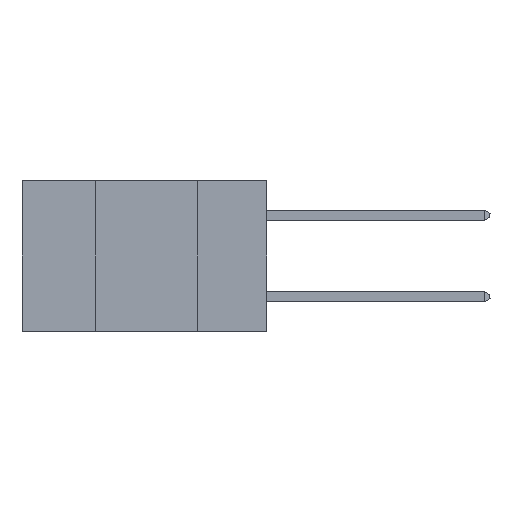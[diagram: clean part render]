
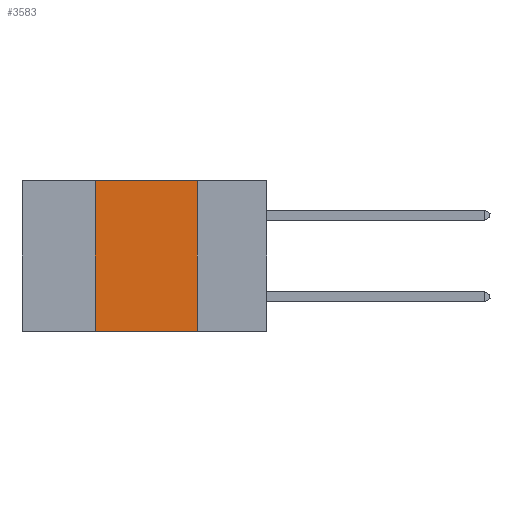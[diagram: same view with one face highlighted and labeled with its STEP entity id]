
A CAD part, left-side view. The second image highlights one B-rep face of the part: STEP entity #3583.
In plain terms, the highlighted planar face has unit normal (-1, 0, 0).
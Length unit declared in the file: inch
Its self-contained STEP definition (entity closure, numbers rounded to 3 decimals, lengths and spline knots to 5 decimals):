
#971 = ORIENTED_EDGE ( 'NONE', *, *, #7533, .T. ) ;
#1134 = VECTOR ( 'NONE', #2350, 39.37008 ) ;
#1518 = VERTEX_POINT ( 'NONE', #14834 ) ;
#1655 = LINE ( 'NONE', #12007, #1134 ) ;
#1683 = ORIENTED_EDGE ( 'NONE', *, *, #11732, .F. ) ;
#2089 = DIRECTION ( 'NONE',  ( 1., 0., 0. ) ) ;
#2350 = DIRECTION ( 'NONE',  ( 0., 0., 1. ) ) ;
#2445 = CARTESIAN_POINT ( 'NONE',  ( 0., 0.6, -0.37 ) ) ;
#3583 = ADVANCED_FACE ( 'NONE', ( #14038 ), #19501, .F. ) ;
#4177 = ORIENTED_EDGE ( 'NONE', *, *, #11338, .F. ) ;
#4572 = LINE ( 'NONE', #17324, #16662 ) ;
#6367 = DIRECTION ( 'NONE',  ( 0., 0., -1. ) ) ;
#6838 = VERTEX_POINT ( 'NONE', #8972 ) ;
#6948 = ORIENTED_EDGE ( 'NONE', *, *, #17949, .F. ) ;
#6997 = VECTOR ( 'NONE', #7421, 39.37008 ) ;
#7421 = DIRECTION ( 'NONE',  ( 0., -1., 0. ) ) ;
#7533 = EDGE_CURVE ( 'NONE', #1518, #6838, #19435, .T. ) ;
#8879 = CARTESIAN_POINT ( 'NONE',  ( 0., 0.42, 0. ) ) ;
#8972 = CARTESIAN_POINT ( 'NONE',  ( 0., 0.17, -0.37 ) ) ;
#9741 = AXIS2_PLACEMENT_3D ( 'NONE', #11760, #2089, #13339 ) ;
#11338 = EDGE_CURVE ( 'NONE', #19443, #6838, #4572, .T. ) ;
#11732 = EDGE_CURVE ( 'NONE', #1518, #20629, #1655, .T. ) ;
#11760 = CARTESIAN_POINT ( 'NONE',  ( 0., 0.6, 0. ) ) ;
#12007 = CARTESIAN_POINT ( 'NONE',  ( 0., 0.42, 0. ) ) ;
#12823 = LINE ( 'NONE', #15484, #20587 ) ;
#13339 = DIRECTION ( 'NONE',  ( 0., 0., -1. ) ) ;
#14038 = FACE_OUTER_BOUND ( 'NONE', #20000, .T. ) ;
#14834 = CARTESIAN_POINT ( 'NONE',  ( 0., 0.42, -0.37 ) ) ;
#15484 = CARTESIAN_POINT ( 'NONE',  ( 0., 0.6, 0. ) ) ;
#16662 = VECTOR ( 'NONE', #6367, 39.37008 ) ;
#17039 = DIRECTION ( 'NONE',  ( 0., -1., 0. ) ) ;
#17324 = CARTESIAN_POINT ( 'NONE',  ( 0., 0.17, 0. ) ) ;
#17949 = EDGE_CURVE ( 'NONE', #20629, #19443, #12823, .T. ) ;
#19435 = LINE ( 'NONE', #2445, #6997 ) ;
#19443 = VERTEX_POINT ( 'NONE', #19996 ) ;
#19501 = PLANE ( 'NONE',  #9741 ) ;
#19996 = CARTESIAN_POINT ( 'NONE',  ( 0., 0.17, 0. ) ) ;
#20000 = EDGE_LOOP ( 'NONE', ( #4177, #6948, #1683, #971 ) ) ;
#20587 = VECTOR ( 'NONE', #17039, 39.37008 ) ;
#20629 = VERTEX_POINT ( 'NONE', #8879 ) ;
